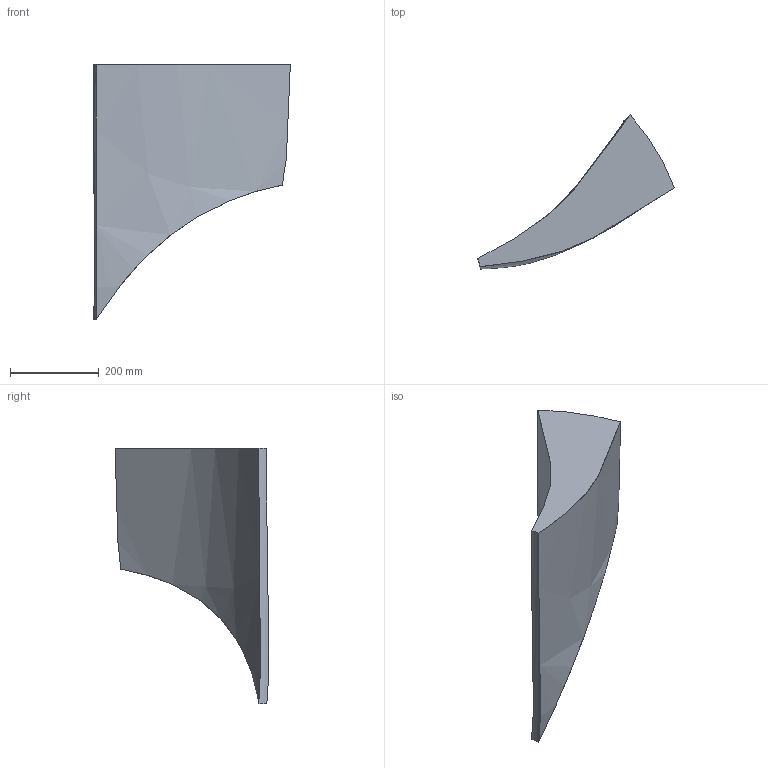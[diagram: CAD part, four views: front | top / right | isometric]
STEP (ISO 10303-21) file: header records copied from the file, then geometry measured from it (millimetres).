
FILE_DESCRIPTION(('CATIA V5 STEP Exchange'),'2;1');
FILE_NAME('test1.stp','2023-02-05T04:19:41+00:00',('none'),('none'),'CATIA Version 5 Release 19 SP 8 (IN-10)','CATIA V5 STEP AP203','none');
FILE_SCHEMA(('CONFIG_CONTROL_DESIGN'));
Length unit declared in the file: millimetre
Products named in the file (1): Part2
Bounding box: 442.18 x 345.91 x 574.71 mm (x, y, z)
Surface area: 565429.4 mm2 (no closed solid volume)
Topology: 0 solids, 7 shells, 7 faces, 48 edges, 48 vertices
Faces by surface type: revolution 3, bspline 2, cylinder 1, plane 1
Entity records: 5566 total; most frequent: CARTESIAN_POINT 5258, ORIENTED_EDGE 48, EDGE_CURVE 48, VERTEX_POINT 48, B_SPLINE_CURVE_WITH_KNOTS 45, DIRECTION 13, AXIS2_PLACEMENT_3D 9, OPEN_SHELL 7
